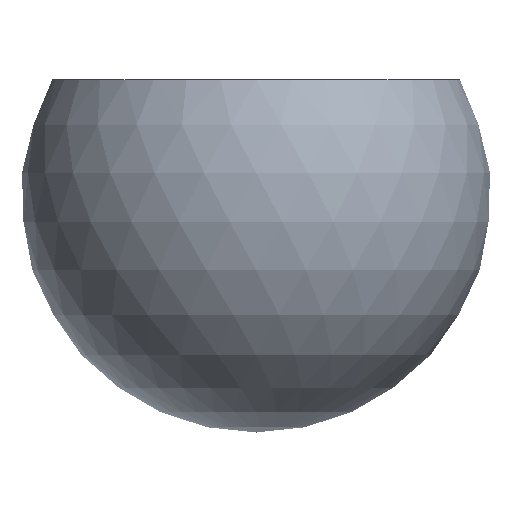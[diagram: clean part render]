
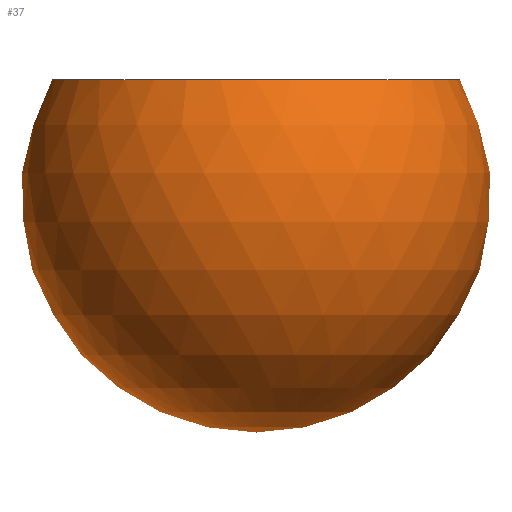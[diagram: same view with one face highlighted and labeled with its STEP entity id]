
A CAD part, left-side view. The second image highlights one B-rep face of the part: STEP entity #37.
In plain terms, the highlighted spherical face has radius 9.996 mm.
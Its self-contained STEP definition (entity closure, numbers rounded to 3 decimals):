
#35=SPHERICAL_SURFACE('',#90,9.996);
#37=ADVANCED_FACE('',(#40),#35,.T.);
#40=FACE_OUTER_BOUND('',#42,.T.);
#42=EDGE_LOOP('',(#44));
#44=ORIENTED_EDGE('',*,*,#46,.T.);
#45=VERTEX_POINT('',#123);
#46=EDGE_CURVE('',#45,#45,#47,.T.);
#47=CIRCLE('',#88,8.658);
#88=AXIS2_PLACEMENT_3D('',#122,#99,#100);
#90=AXIS2_PLACEMENT_3D('',#125,#103,#104);
#99=DIRECTION('',(0.,0.,-1.));
#100=DIRECTION('',(-1.,0.,0.));
#103=DIRECTION('',(0.,0.,-1.));
#104=DIRECTION('',(1.,0.,0.));
#122=CARTESIAN_POINT('',(0.,0.,0.));
#123=CARTESIAN_POINT('',(-8.658,0.,0.));
#125=CARTESIAN_POINT('',(0.,0.,-4.995));
